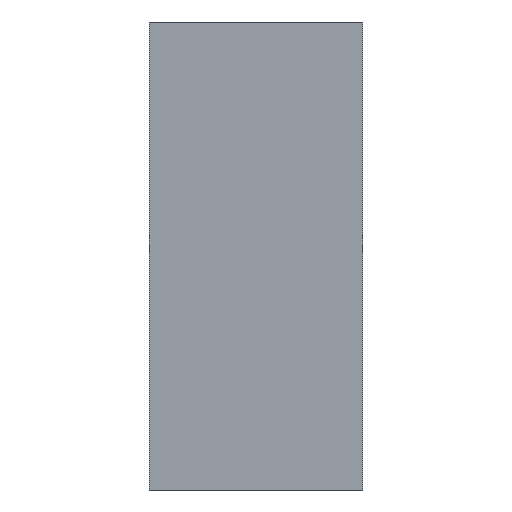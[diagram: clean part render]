
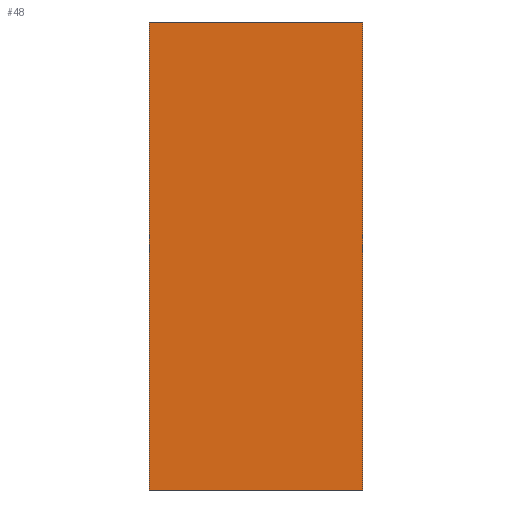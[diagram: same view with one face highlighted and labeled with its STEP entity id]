
A CAD part, left-side view. The second image highlights one B-rep face of the part: STEP entity #48.
In plain terms, the highlighted planar face has unit normal (-1, 0, 0).
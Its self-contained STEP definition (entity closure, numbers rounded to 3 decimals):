
#48 = ADVANCED_FACE( '', ( #103 ), #104, .F. );
#103 = FACE_OUTER_BOUND( '', #152, .T. );
#104 = PLANE( '', #153 );
#152 = EDGE_LOOP( '', ( #221, #222, #223, #224 ) );
#153 = AXIS2_PLACEMENT_3D( '', #225, #226, #227 );
#221 = ORIENTED_EDGE( '', *, *, #260, .T. );
#222 = ORIENTED_EDGE( '', *, *, #269, .F. );
#223 = ORIENTED_EDGE( '', *, *, #266, .F. );
#224 = ORIENTED_EDGE( '', *, *, #244, .T. );
#225 = CARTESIAN_POINT( '', ( -273., 31., 136. ) );
#226 = DIRECTION( '', ( 1., 0., 0. ) );
#227 = DIRECTION( '', ( 0., 0., -1. ) );
#244 = EDGE_CURVE( '', #276, #274, #277, .T. );
#260 = EDGE_CURVE( '', #274, #301, #303, .T. );
#266 = EDGE_CURVE( '', #276, #311, #312, .T. );
#269 = EDGE_CURVE( '', #311, #301, #315, .T. );
#274 = VERTEX_POINT( '', #320 );
#276 = VERTEX_POINT( '', #323 );
#277 = LINE( '', #324, #325 );
#301 = VERTEX_POINT( '', #352 );
#303 = LINE( '', #355, #356 );
#311 = VERTEX_POINT( '', #366 );
#312 = LINE( '', #367, #368 );
#315 = LINE( '', #372, #373 );
#320 = CARTESIAN_POINT( '', ( -273., 31., 0. ) );
#323 = CARTESIAN_POINT( '', ( -273., 31., 136. ) );
#324 = CARTESIAN_POINT( '', ( -273., 31., 136. ) );
#325 = VECTOR( '', #377, 1000. );
#352 = CARTESIAN_POINT( '', ( -273., -31., 0. ) );
#355 = CARTESIAN_POINT( '', ( -273., 31., 0. ) );
#356 = VECTOR( '', #403, 1000. );
#366 = CARTESIAN_POINT( '', ( -273., -31., 136. ) );
#367 = CARTESIAN_POINT( '', ( -273., 31., 136. ) );
#368 = VECTOR( '', #409, 1000. );
#372 = CARTESIAN_POINT( '', ( -273., -31., 136. ) );
#373 = VECTOR( '', #411, 1000. );
#377 = DIRECTION( '', ( 0., 0., -1. ) );
#403 = DIRECTION( '', ( 0., -1., 0. ) );
#409 = DIRECTION( '', ( 0., -1., 0. ) );
#411 = DIRECTION( '', ( 0., 0., -1. ) );
